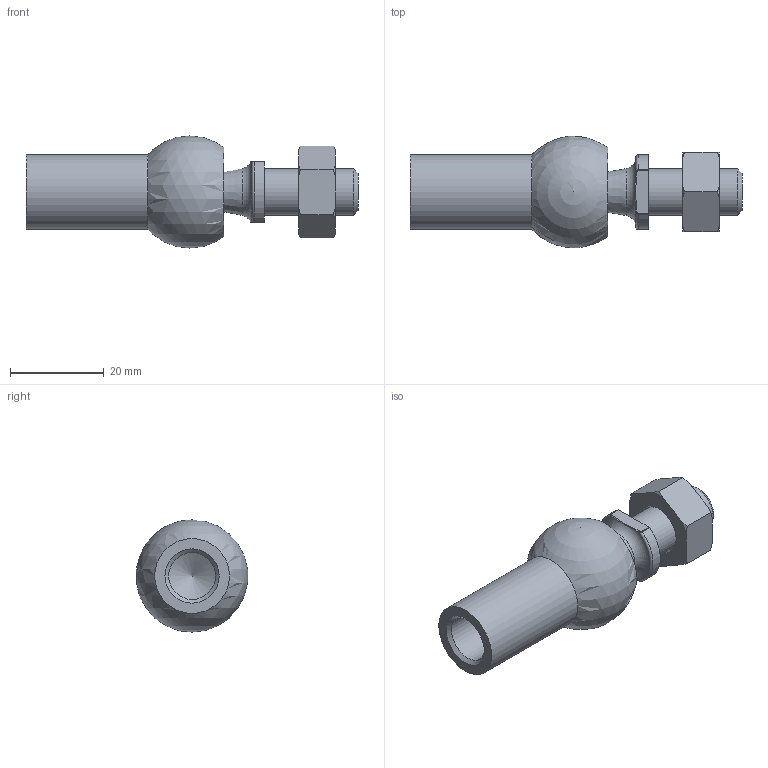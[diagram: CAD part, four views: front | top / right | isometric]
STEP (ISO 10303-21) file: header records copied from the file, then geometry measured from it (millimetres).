
FILE_DESCRIPTION (( 'STEP AP214' ), '1' );
FILE_NAME ('75.02.03.0004.step', '2021-04-02T18:00:13', ( '' ), ( '' ), 'SwSTEP 2.0', 'SolidWorks 2021', '' );
FILE_SCHEMA (( 'AUTOMOTIVE_DESIGN' ));
Length unit declared in the file: millimetre
Products named in the file (1): 75.02.03.0004
Bounding box: 71 x 23.84 x 24 mm (x, y, z)
Volume: 13404.9 mm3; surface area: 7271.7 mm2
Topology: 4 solids, 4 shells, 64 faces, 148 edges, 95 vertices
Faces by surface type: cone 19, plane 18, cylinder 13, bspline 6, torus 5, sphere 3
Full cylindrical faces by diameter (mm): 10 x3, 16 x1, 16.8 x2, 17.8 x1
Entity records: 1961 total; most frequent: CARTESIAN_POINT 627, DIRECTION 256, ORIENTED_EDGE 238, EDGE_CURVE 119, AXIS2_PLACEMENT_3D 114, EDGE_LOOP 88, VERTEX_POINT 85, FACE_OUTER_BOUND 74
